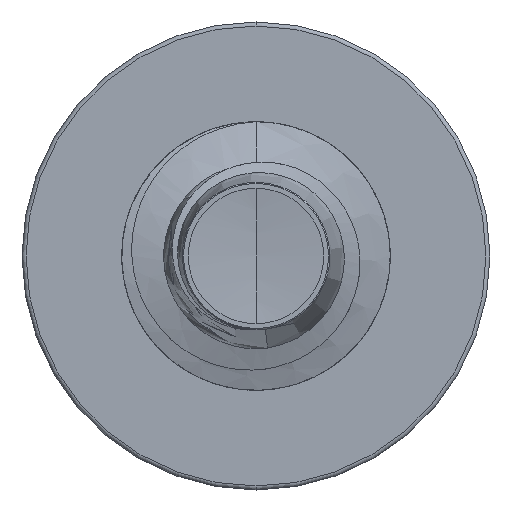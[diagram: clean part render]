
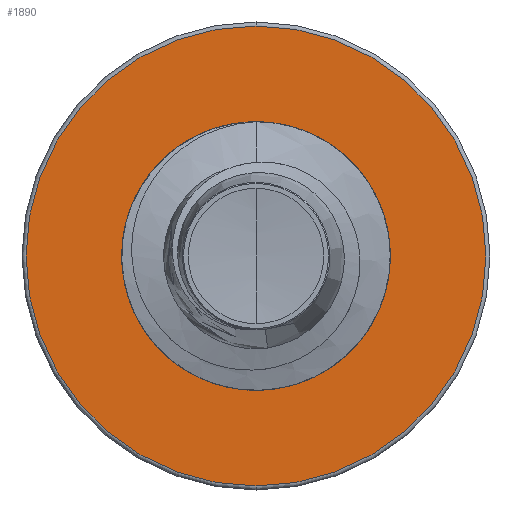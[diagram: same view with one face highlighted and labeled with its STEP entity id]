
A CAD part, front view. The second image highlights one B-rep face of the part: STEP entity #1890.
In plain terms, the highlighted planar face has unit normal (0, -1, 0).
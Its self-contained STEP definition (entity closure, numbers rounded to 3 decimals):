
#217 = EDGE_CURVE ( 'NONE', #20518, #11513, #24434, .T. ) ;
#534 = ORIENTED_EDGE ( 'NONE', *, *, #217, .T. ) ;
#946 = AXIS2_PLACEMENT_3D ( 'NONE', #20282, #20257, #18976 ) ;
#1353 = CIRCLE ( 'NONE', #8068, 1.722 ) ;
#1890 = ADVANCED_FACE ( 'NONE', ( #25473, #11773 ), #11653, .F. ) ;
#4718 = VERTEX_POINT ( 'NONE', #18410 ) ;
#5094 = EDGE_CURVE ( 'NONE', #10199, #4718, #24398, .T. ) ;
#6127 = CARTESIAN_POINT ( 'NONE',  ( 0., 15., -1.722 ) ) ;
#8068 = AXIS2_PLACEMENT_3D ( 'NONE', #11997, #25042, #14053 ) ;
#9298 = CARTESIAN_POINT ( 'NONE',  ( 0., 15., 0. ) ) ;
#10199 = VERTEX_POINT ( 'NONE', #22599 ) ;
#10455 = DIRECTION ( 'NONE',  ( 0., 0., 1. ) ) ;
#10488 = DIRECTION ( 'NONE',  ( 0., 1., 0. ) ) ;
#11459 = DIRECTION ( 'NONE',  ( 0., 0., 1. ) ) ;
#11513 = VERTEX_POINT ( 'NONE', #25236 ) ;
#11597 = ORIENTED_EDGE ( 'NONE', *, *, #5094, .F. ) ;
#11653 = PLANE ( 'NONE',  #12684 ) ;
#11773 = FACE_BOUND ( 'NONE', #19329, .T. ) ;
#11945 = CARTESIAN_POINT ( 'NONE',  ( 0., 15., 0. ) ) ;
#11996 = CARTESIAN_POINT ( 'NONE',  ( 0., 15., -1.722 ) ) ;
#11997 = CARTESIAN_POINT ( 'NONE',  ( 0., 15., 0. ) ) ;
#12684 = AXIS2_PLACEMENT_3D ( 'NONE', #11996, #10488, #10455 ) ;
#13488 = ORIENTED_EDGE ( 'NONE', *, *, #24770, .F. ) ;
#14004 = DIRECTION ( 'NONE',  ( 0., 0., 1. ) ) ;
#14053 = DIRECTION ( 'NONE',  ( 0., 0., 1. ) ) ;
#14675 = EDGE_LOOP ( 'NONE', ( #11597, #13488 ) ) ;
#18410 = CARTESIAN_POINT ( 'NONE',  ( 0., 15., -2.997 ) ) ;
#18976 = DIRECTION ( 'NONE',  ( 0., 0., 1. ) ) ;
#19190 = CIRCLE ( 'NONE', #19615, 2.998 ) ;
#19329 = EDGE_LOOP ( 'NONE', ( #25369, #534 ) ) ;
#19615 = AXIS2_PLACEMENT_3D ( 'NONE', #11945, #25001, #14004 ) ;
#20257 = DIRECTION ( 'NONE',  ( 0., 1., 0. ) ) ;
#20282 = CARTESIAN_POINT ( 'NONE',  ( 0., 15., 0. ) ) ;
#20457 = AXIS2_PLACEMENT_3D ( 'NONE', #9298, #22841, #11459 ) ;
#20518 = VERTEX_POINT ( 'NONE', #6127 ) ;
#20902 = EDGE_CURVE ( 'NONE', #11513, #20518, #1353, .T. ) ;
#22599 = CARTESIAN_POINT ( 'NONE',  ( 0., 15., 2.998 ) ) ;
#22841 = DIRECTION ( 'NONE',  ( 0., 1., 0. ) ) ;
#24398 = CIRCLE ( 'NONE', #20457, 2.998 ) ;
#24434 = CIRCLE ( 'NONE', #946, 1.722 ) ;
#24770 = EDGE_CURVE ( 'NONE', #4718, #10199, #19190, .T. ) ;
#25001 = DIRECTION ( 'NONE',  ( 0., 1., 0. ) ) ;
#25042 = DIRECTION ( 'NONE',  ( 0., 1., 0. ) ) ;
#25236 = CARTESIAN_POINT ( 'NONE',  ( 0., 15., 1.722 ) ) ;
#25369 = ORIENTED_EDGE ( 'NONE', *, *, #20902, .T. ) ;
#25473 = FACE_OUTER_BOUND ( 'NONE', #14675, .T. ) ;
